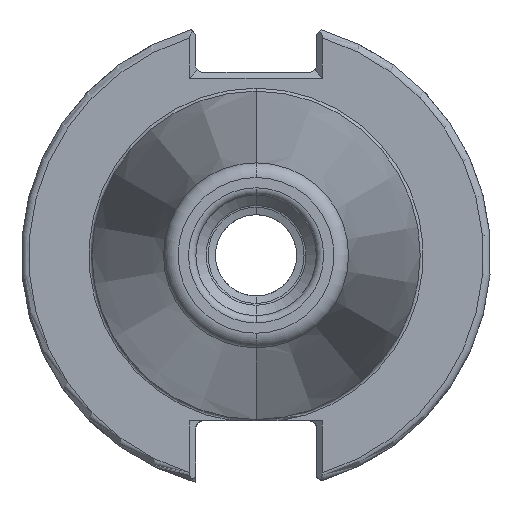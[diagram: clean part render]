
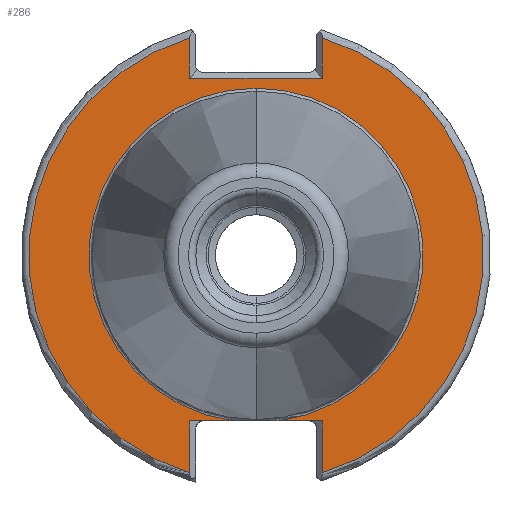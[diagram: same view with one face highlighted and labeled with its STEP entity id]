
A CAD part, left-side view. The second image highlights one B-rep face of the part: STEP entity #286.
In plain terms, the highlighted planar face has unit normal (-1, 0, 0).
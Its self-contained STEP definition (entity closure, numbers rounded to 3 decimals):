
#75 = VECTOR ( 'NONE', #3867, 1000. ) ;
#163 = EDGE_CURVE ( 'NONE', #3578, #1336, #670, .T. ) ;
#240 = LINE ( 'NONE', #2323, #4380 ) ;
#286 = ADVANCED_FACE ( 'NONE', ( #3034 ), #4692, .F. ) ;
#310 = CARTESIAN_POINT ( 'NONE',  ( -76.82, 0., 0. ) ) ;
#364 = LINE ( 'NONE', #3917, #1582 ) ;
#375 = AXIS2_PLACEMENT_3D ( 'NONE', #310, #1200, #1153 ) ;
#429 = EDGE_CURVE ( 'NONE', #4180, #3130, #2541, .T. ) ;
#446 = EDGE_CURVE ( 'NONE', #3130, #857, #364, .T. ) ;
#637 = CARTESIAN_POINT ( 'NONE',  ( -76.82, 8.99, -22.41 ) ) ;
#670 = CIRCLE ( 'NONE', #375, 22.625 ) ;
#712 = LINE ( 'NONE', #2937, #4819 ) ;
#816 = VECTOR ( 'NONE', #1110, 1000. ) ;
#857 = VERTEX_POINT ( 'NONE', #637 ) ;
#936 = VERTEX_POINT ( 'NONE', #4576 ) ;
#1020 = CIRCLE ( 'NONE', #2413, 30.775 ) ;
#1069 = CARTESIAN_POINT ( 'NONE',  ( -76.82, -3.112, -22.41 ) ) ;
#1110 = DIRECTION ( 'NONE',  ( 0., 0., -1. ) ) ;
#1128 = CARTESIAN_POINT ( 'NONE',  ( -76.82, -8.99, 0. ) ) ;
#1153 = DIRECTION ( 'NONE',  ( 0., 0., 1. ) ) ;
#1181 = CARTESIAN_POINT ( 'NONE',  ( -76.82, 8.99, 29.433 ) ) ;
#1200 = DIRECTION ( 'NONE',  ( -1., 0., 0. ) ) ;
#1272 = CARTESIAN_POINT ( 'NONE',  ( -76.82, 0., 22.625 ) ) ;
#1331 = ORIENTED_EDGE ( 'NONE', *, *, #2725, .T. ) ;
#1336 = VERTEX_POINT ( 'NONE', #3182 ) ;
#1362 = DIRECTION ( 'NONE',  ( 0., 0., 1. ) ) ;
#1380 = VERTEX_POINT ( 'NONE', #2932 ) ;
#1437 = CARTESIAN_POINT ( 'NONE',  ( -76.82, -8.99, 29.433 ) ) ;
#1582 = VECTOR ( 'NONE', #3811, 1000. ) ;
#1587 = DIRECTION ( 'NONE',  ( -1., 0., 0. ) ) ;
#1724 = CARTESIAN_POINT ( 'NONE',  ( -76.82, 0., 0. ) ) ;
#1878 = EDGE_CURVE ( 'NONE', #2349, #3578, #5058, .T. ) ;
#1909 = LINE ( 'NONE', #1128, #816 ) ;
#2008 = LINE ( 'NONE', #3574, #4000 ) ;
#2090 = DIRECTION ( 'NONE',  ( 0., 1., 0. ) ) ;
#2323 = CARTESIAN_POINT ( 'NONE',  ( -76.82, 0., 24. ) ) ;
#2349 = VERTEX_POINT ( 'NONE', #1069 ) ;
#2385 = ORIENTED_EDGE ( 'NONE', *, *, #163, .F. ) ;
#2413 = AXIS2_PLACEMENT_3D ( 'NONE', #4570, #4547, #4531 ) ;
#2464 = ORIENTED_EDGE ( 'NONE', *, *, #446, .T. ) ;
#2472 = EDGE_CURVE ( 'NONE', #936, #4180, #712, .T. ) ;
#2541 = CIRCLE ( 'NONE', #4854, 30.775 ) ;
#2583 = ORIENTED_EDGE ( 'NONE', *, *, #2824, .T. ) ;
#2614 = CARTESIAN_POINT ( 'NONE',  ( -76.82, -8.99, -29.433 ) ) ;
#2662 = LINE ( 'NONE', #2920, #4619 ) ;
#2682 = EDGE_CURVE ( 'NONE', #857, #1336, #3330, .T. ) ;
#2725 = EDGE_CURVE ( 'NONE', #2349, #3950, #2008, .T. ) ;
#2824 = EDGE_CURVE ( 'NONE', #3950, #4128, #1909, .T. ) ;
#2877 = DIRECTION ( 'NONE',  ( 0., 0., 1. ) ) ;
#2920 = CARTESIAN_POINT ( 'NONE',  ( -76.82, -8.99, 24.8 ) ) ;
#2929 = AXIS2_PLACEMENT_3D ( 'NONE', #1724, #1587, #1362 ) ;
#2932 = CARTESIAN_POINT ( 'NONE',  ( -76.82, -8.99, 24. ) ) ;
#2937 = CARTESIAN_POINT ( 'NONE',  ( -76.82, 8.99, 30.701 ) ) ;
#3034 = FACE_OUTER_BOUND ( 'NONE', #3726, .T. ) ;
#3130 = VERTEX_POINT ( 'NONE', #4967 ) ;
#3144 = DIRECTION ( 'NONE',  ( 0., 0., -1. ) ) ;
#3166 = EDGE_CURVE ( 'NONE', #4128, #3610, #1020, .T. ) ;
#3182 = CARTESIAN_POINT ( 'NONE',  ( -76.82, 3.112, -22.41 ) ) ;
#3197 = ORIENTED_EDGE ( 'NONE', *, *, #1878, .F. ) ;
#3218 = ORIENTED_EDGE ( 'NONE', *, *, #3375, .T. ) ;
#3330 = LINE ( 'NONE', #3908, #75 ) ;
#3332 = ORIENTED_EDGE ( 'NONE', *, *, #3166, .T. ) ;
#3375 = EDGE_CURVE ( 'NONE', #3610, #1380, #2662, .T. ) ;
#3455 = EDGE_CURVE ( 'NONE', #1380, #936, #240, .T. ) ;
#3496 = DIRECTION ( 'NONE',  ( 0., -1., 0. ) ) ;
#3510 = ORIENTED_EDGE ( 'NONE', *, *, #429, .T. ) ;
#3574 = CARTESIAN_POINT ( 'NONE',  ( -76.82, -8.19, -22.41 ) ) ;
#3578 = VERTEX_POINT ( 'NONE', #1272 ) ;
#3610 = VERTEX_POINT ( 'NONE', #1437 ) ;
#3726 = EDGE_LOOP ( 'NONE', ( #4010, #3510, #2464, #4638, #2385, #3197, #1331, #2583, #3332, #3218, #4822 ) ) ;
#3811 = DIRECTION ( 'NONE',  ( 0., 0., 1. ) ) ;
#3867 = DIRECTION ( 'NONE',  ( 0., -1., 0. ) ) ;
#3908 = CARTESIAN_POINT ( 'NONE',  ( -76.82, -8.19, -22.41 ) ) ;
#3917 = CARTESIAN_POINT ( 'NONE',  ( -76.82, 8.99, 0. ) ) ;
#3927 = DIRECTION ( 'NONE',  ( 0., 0., -1. ) ) ;
#3933 = DIRECTION ( 'NONE',  ( -1., 0., 0. ) ) ;
#3946 = CARTESIAN_POINT ( 'NONE',  ( -76.82, 0., 0. ) ) ;
#3950 = VERTEX_POINT ( 'NONE', #4372 ) ;
#4000 = VECTOR ( 'NONE', #3496, 1000. ) ;
#4010 = ORIENTED_EDGE ( 'NONE', *, *, #2472, .T. ) ;
#4128 = VERTEX_POINT ( 'NONE', #2614 ) ;
#4180 = VERTEX_POINT ( 'NONE', #1181 ) ;
#4372 = CARTESIAN_POINT ( 'NONE',  ( -76.82, -8.99, -22.41 ) ) ;
#4380 = VECTOR ( 'NONE', #2090, 1000. ) ;
#4531 = DIRECTION ( 'NONE',  ( 0., 0., -1. ) ) ;
#4547 = DIRECTION ( 'NONE',  ( -1., 0., 0. ) ) ;
#4570 = CARTESIAN_POINT ( 'NONE',  ( -76.82, 0., 0. ) ) ;
#4576 = CARTESIAN_POINT ( 'NONE',  ( -76.82, 8.99, 24. ) ) ;
#4619 = VECTOR ( 'NONE', #3144, 1000. ) ;
#4638 = ORIENTED_EDGE ( 'NONE', *, *, #2682, .T. ) ;
#4676 = DIRECTION ( 'NONE',  ( 0., 0., -1. ) ) ;
#4679 = DIRECTION ( 'NONE',  ( 1., 0., 0. ) ) ;
#4684 = CARTESIAN_POINT ( 'NONE',  ( -76.82, 0., 0. ) ) ;
#4692 = PLANE ( 'NONE',  #5034 ) ;
#4819 = VECTOR ( 'NONE', #2877, 1000. ) ;
#4822 = ORIENTED_EDGE ( 'NONE', *, *, #3455, .T. ) ;
#4854 = AXIS2_PLACEMENT_3D ( 'NONE', #3946, #3933, #3927 ) ;
#4967 = CARTESIAN_POINT ( 'NONE',  ( -76.82, 8.99, -29.433 ) ) ;
#5034 = AXIS2_PLACEMENT_3D ( 'NONE', #4684, #4679, #4676 ) ;
#5058 = CIRCLE ( 'NONE', #2929, 22.625 ) ;
